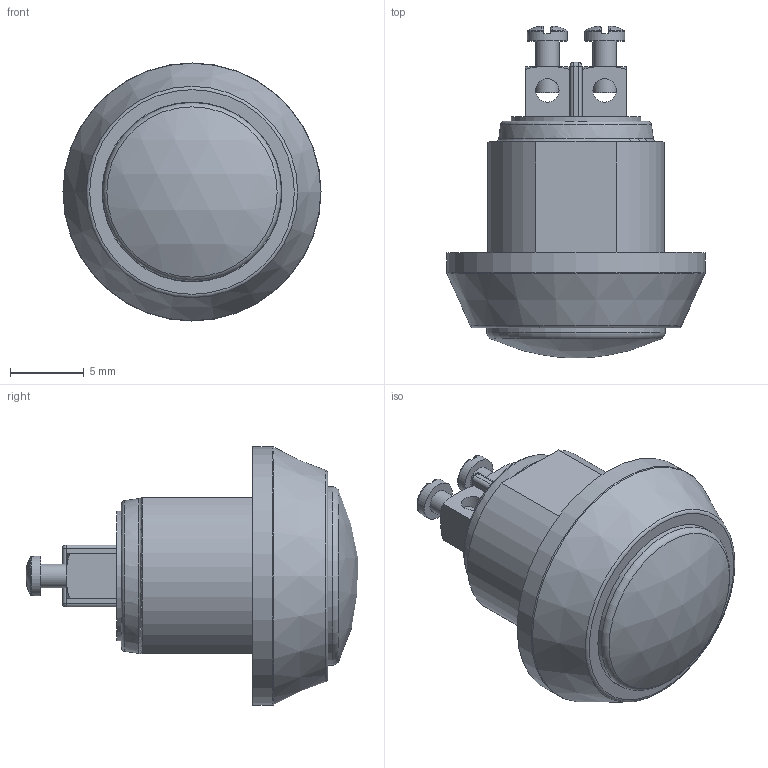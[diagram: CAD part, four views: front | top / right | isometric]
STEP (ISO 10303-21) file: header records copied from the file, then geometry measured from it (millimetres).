
FILE_DESCRIPTION((''),'2;1');
FILE_NAME('PV5S640xx.stp','2018-02-05T08:31:17',('mroman'),(''),'Autodesk Inventor 2012','Autodesk Inventor 2012','');
FILE_SCHEMA(('CONFIG_CONTROL_DESIGN'));
Length unit declared in the file: inch
Products named in the file (1): PV5S640xx
Bounding box: 17.5 x 22.51 x 17.5 mm (x, y, z)
Volume: 2245.5 mm3; surface area: 1383.7 mm2
Topology: 1 solids, 1 shells, 92 faces, 224 edges, 142 vertices
Faces by surface type: plane 35, cylinder 25, bspline 16, torus 9, sphere 6, cone 1
Full cylindrical faces by diameter (mm): 1.6 x4, 2.7 x2, 8.8 x1, 9.3 x1, 12.1 x1, 12.2 x1, 17.5 x1
Entity records: 3091 total; most frequent: CARTESIAN_POINT 1075, DIRECTION 394, ORIENTED_EDGE 394, EDGE_CURVE 197, AXIS2_PLACEMENT_3D 162, VERTEX_POINT 135, EDGE_LOOP 128, FACE_OUTER_BOUND 92
